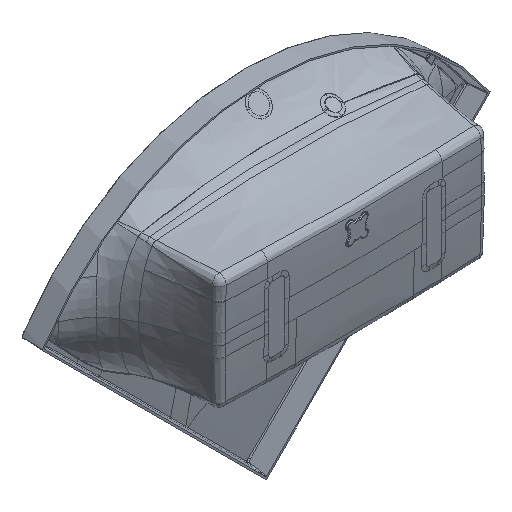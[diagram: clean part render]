
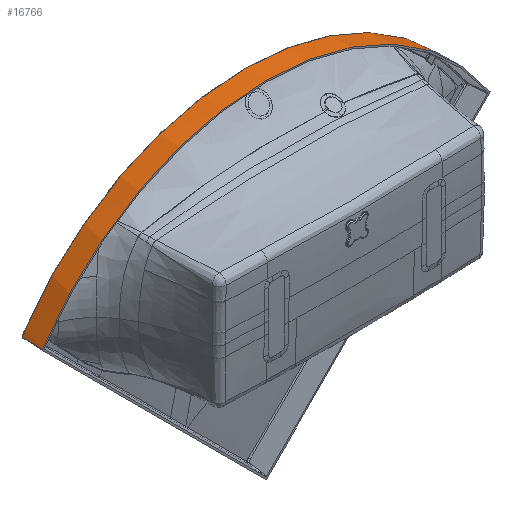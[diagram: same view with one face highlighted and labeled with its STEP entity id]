
A CAD part, isometric view. The second image highlights one B-rep face of the part: STEP entity #16766.
In plain terms, the highlighted conical face has half-angle 2 degrees and reference radius 1218.29 mm.
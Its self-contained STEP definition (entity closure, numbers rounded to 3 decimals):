
#2=CARTESIAN_POINT('',(1020.221,-5.874,1027.109));
#3=CARTESIAN_POINT('',(1020.684,-16.232,1027.06));
#4=CARTESIAN_POINT('',(1021.614,-37.015,1026.96));
#5=CARTESIAN_POINT('',(1023.014,-68.392,1026.815));
#6=CARTESIAN_POINT('',(1023.958,-89.442,1026.71));
#7=CARTESIAN_POINT('',(1024.43,-100.,1026.66));
#9=CARTESIAN_POINT('',(-1024.43,-100.,1026.66));
#10=CARTESIAN_POINT('',(-1023.958,-89.442,1026.71));
#11=CARTESIAN_POINT('',(-1023.014,-68.392,1026.815));
#12=CARTESIAN_POINT('',(-1021.614,-37.015,1026.96));
#13=CARTESIAN_POINT('',(-1020.684,-16.232,1027.06));
#14=CARTESIAN_POINT('',(-1020.221,-5.874,1027.109));
#16=CARTESIAN_POINT('',(-1020.221,-5.874,1027.109));
#17=CARTESIAN_POINT('',(-1020.209,-5.6,1027.111));
#18=CARTESIAN_POINT('',(-1020.141,-4.515,1027.146));
#19=CARTESIAN_POINT('',(-1019.941,-3.435,1027.384));
#20=CARTESIAN_POINT('',(-1019.646,-2.9,1027.804));
#22=CARTESIAN_POINT('',(-1019.646,-2.9,1027.804));
#23=CARTESIAN_POINT('',(-1019.415,-2.586,1028.137));
#24=CARTESIAN_POINT('',(-1018.87,-2.104,1028.944));
#25=CARTESIAN_POINT('',(-1018.263,-1.936,1029.862));
#26=CARTESIAN_POINT('',(-1017.973,-1.937,1030.305));
#28=CARTESIAN_POINT('',(-1017.973,-1.937,1030.305));
#29=CARTESIAN_POINT('',(-1017.434,-1.939,1031.129));
#30=CARTESIAN_POINT('',(-1016.35,-1.944,1032.781));
#31=CARTESIAN_POINT('',(-1014.698,-1.951,1035.286));
#32=CARTESIAN_POINT('',(-1013.596,-1.956,1036.948));
#33=CARTESIAN_POINT('',(-1013.044,-1.959,1037.779));
#35=CARTESIAN_POINT('',(-1013.044,-1.959,1037.779));
#36=CARTESIAN_POINT('',(-1012.098,-1.963,1039.201));
#37=CARTESIAN_POINT('',(-1010.226,-1.972,1042.003));
#38=CARTESIAN_POINT('',(-1007.475,-1.983,1046.086));
#39=CARTESIAN_POINT('',(-1005.678,-1.986,1048.73));
#40=CARTESIAN_POINT('',(-1004.789,-1.986,1050.032));
#42=CARTESIAN_POINT('',(1004.789,-1.986,1050.032));
#43=CARTESIAN_POINT('',(1005.678,-1.986,1048.73));
#44=CARTESIAN_POINT('',(1007.475,-1.983,1046.086));
#45=CARTESIAN_POINT('',(1010.226,-1.972,1042.003));
#46=CARTESIAN_POINT('',(1012.098,-1.963,1039.2));
#47=CARTESIAN_POINT('',(1013.044,-1.959,1037.779));
#49=CARTESIAN_POINT('',(1013.044,-1.959,1037.779));
#50=CARTESIAN_POINT('',(1013.596,-1.956,1036.948));
#51=CARTESIAN_POINT('',(1014.698,-1.951,1035.286));
#52=CARTESIAN_POINT('',(1016.35,-1.944,1032.781));
#53=CARTESIAN_POINT('',(1017.434,-1.939,1031.129));
#54=CARTESIAN_POINT('',(1017.973,-1.937,1030.305));
#56=CARTESIAN_POINT('',(1017.973,-1.937,1030.305));
#57=CARTESIAN_POINT('',(1018.263,-1.936,1029.862));
#58=CARTESIAN_POINT('',(1018.87,-2.104,1028.944));
#59=CARTESIAN_POINT('',(1019.415,-2.586,1028.137));
#60=CARTESIAN_POINT('',(1019.646,-2.9,1027.804));
#62=CARTESIAN_POINT('',(1019.646,-2.9,1027.804));
#63=CARTESIAN_POINT('',(1019.941,-3.435,1027.384));
#64=CARTESIAN_POINT('',(1020.141,-4.516,1027.146));
#65=CARTESIAN_POINT('',(1020.209,-5.6,1027.111));
#66=CARTESIAN_POINT('',(1020.221,-5.874,1027.109));
#96=CARTESIAN_POINT('',(0.,-100.,364.132));
#97=DIRECTION('',(0.,-1.,0.));
#98=DIRECTION('',(0.84,0.,0.543));
#99=AXIS2_PLACEMENT_3D('',#96,#97,#98);
#308=CARTESIAN_POINT('',(0.,-1.986,364.132));
#309=DIRECTION('',(0.,1.,0.));
#310=DIRECTION('',(0.,0.,1.));
#311=AXIS2_PLACEMENT_3D('',#308,#309,#310);
#318=CARTESIAN_POINT('',(0.,-1.986,
364.132));
#319=DIRECTION('',(0.,1.,0.));
#320=DIRECTION('',(-0.826,0.,0.564));
#321=AXIS2_PLACEMENT_3D('',#318,#319,#320);
#15686=VERTEX_POINT('',#2);
#15687=VERTEX_POINT('',#7);
#15688=VERTEX_POINT('',#9);
#15689=VERTEX_POINT('',#14);
#15690=VERTEX_POINT('',#20);
#15691=VERTEX_POINT('',#26);
#15692=VERTEX_POINT('',#33);
#15693=VERTEX_POINT('',#40);
#15694=CARTESIAN_POINT('',(0.,-1.986,
1580.709));
#15695=VERTEX_POINT('',#15694);
#15696=CARTESIAN_POINT('',(1004.789,-1.986,
1050.032));
#15697=VERTEX_POINT('',#15696);
#15698=VERTEX_POINT('',#47);
#15699=VERTEX_POINT('',#54);
#15700=VERTEX_POINT('',#60);
#16733=CARTESIAN_POINT('',(0.,-50.969,
364.132));
#16734=DIRECTION('',(0.,-1.,0.));
#16735=DIRECTION('',(-0.84,0.,0.542));
#16736=AXIS2_PLACEMENT_3D('',#16733,#16734,#16735);
#16737=CONICAL_SURFACE('',#16736,1218.288,2.);
#16739=ORIENTED_EDGE('',*,*,#16738,.T.);
#16741=ORIENTED_EDGE('',*,*,#16740,.T.);
#16743=ORIENTED_EDGE('',*,*,#16742,.T.);
#16745=ORIENTED_EDGE('',*,*,#16744,.T.);
#16747=ORIENTED_EDGE('',*,*,#16746,.T.);
#16749=ORIENTED_EDGE('',*,*,#16748,.T.);
#16751=ORIENTED_EDGE('',*,*,#16750,.T.);
#16753=ORIENTED_EDGE('',*,*,#16752,.T.);
#16755=ORIENTED_EDGE('',*,*,#16754,.T.);
#16757=ORIENTED_EDGE('',*,*,#16756,.T.);
#16759=ORIENTED_EDGE('',*,*,#16758,.T.);
#16761=ORIENTED_EDGE('',*,*,#16760,.T.);
#16763=ORIENTED_EDGE('',*,*,#16762,.T.);
#16764=EDGE_LOOP('',(#16739,#16741,#16743,#16745,#16747,#16749,#16751,#16753,
#16755,#16757,#16759,#16761,#16763));
#16765=FACE_OUTER_BOUND('',#16764,.F.);
#16766=ADVANCED_FACE('',(#16765),#16737,.T.);
#8=B_SPLINE_CURVE_WITH_KNOTS('',3,(#2,#3,#4,#5,#6,#7),.UNSPECIFIED.,.F.,.F.,(4,
1,1,4),(0.,0.333,0.667,1.),.UNSPECIFIED.);
#15=B_SPLINE_CURVE_WITH_KNOTS('',3,(#9,#10,#11,#12,#13,#14),.UNSPECIFIED.,.F.,
.F.,(4,1,1,4),(0.,0.333,0.667,1.),.UNSPECIFIED.);
#21=B_SPLINE_CURVE_WITH_KNOTS('',3,(#16,#17,#18,#19,#20),.UNSPECIFIED.,.F.,.F.,(
4,1,4),(0.,0.262,1.),.UNSPECIFIED.);
#27=B_SPLINE_CURVE_WITH_KNOTS('',3,(#22,#23,#24,#25,#26),.UNSPECIFIED.,.F.,.F.,(
4,1,4),(0.,0.5,1.),.UNSPECIFIED.);
#34=B_SPLINE_CURVE_WITH_KNOTS('',3,(#28,#29,#30,#31,#32,#33),.UNSPECIFIED.,.F.,
.F.,(4,1,1,4),(0.,0.333,0.667,1.),.UNSPECIFIED.);
#41=B_SPLINE_CURVE_WITH_KNOTS('',3,(#35,#36,#37,#38,#39,#40),.UNSPECIFIED.,.F.,
.F.,(4,1,1,4),(0.,0.333,0.667,1.),.UNSPECIFIED.);
#48=B_SPLINE_CURVE_WITH_KNOTS('',3,(#42,#43,#44,#45,#46,#47),.UNSPECIFIED.,.F.,
.F.,(4,1,1,4),(0.,0.333,0.667,1.),.UNSPECIFIED.);
#55=B_SPLINE_CURVE_WITH_KNOTS('',3,(#49,#50,#51,#52,#53,#54),.UNSPECIFIED.,.F.,
.F.,(4,1,1,4),(0.,0.333,0.667,1.),.UNSPECIFIED.);
#61=B_SPLINE_CURVE_WITH_KNOTS('',3,(#56,#57,#58,#59,#60),.UNSPECIFIED.,.F.,.F.,(
4,1,4),(0.,0.5,1.),.UNSPECIFIED.);
#67=B_SPLINE_CURVE_WITH_KNOTS('',3,(#62,#63,#64,#65,#66),.UNSPECIFIED.,.F.,.F.,(
4,1,4),(0.,0.738,1.),.UNSPECIFIED.);
#100=CIRCLE('',#99,1220.);
#312=CIRCLE('',#311,1216.577);
#322=CIRCLE('',#321,1216.577);
#16738=EDGE_CURVE('',#15686,#15687,#8,.T.);
#16740=EDGE_CURVE('',#15687,#15688,#100,.T.);
#16742=EDGE_CURVE('',#15688,#15689,#15,.T.);
#16744=EDGE_CURVE('',#15689,#15690,#21,.T.);
#16746=EDGE_CURVE('',#15690,#15691,#27,.T.);
#16748=EDGE_CURVE('',#15691,#15692,#34,.T.);
#16750=EDGE_CURVE('',#15692,#15693,#41,.T.);
#16752=EDGE_CURVE('',#15693,#15695,#322,.T.);
#16754=EDGE_CURVE('',#15695,#15697,#312,.T.);
#16756=EDGE_CURVE('',#15697,#15698,#48,.T.);
#16758=EDGE_CURVE('',#15698,#15699,#55,.T.);
#16760=EDGE_CURVE('',#15699,#15700,#61,.T.);
#16762=EDGE_CURVE('',#15700,#15686,#67,.T.);
